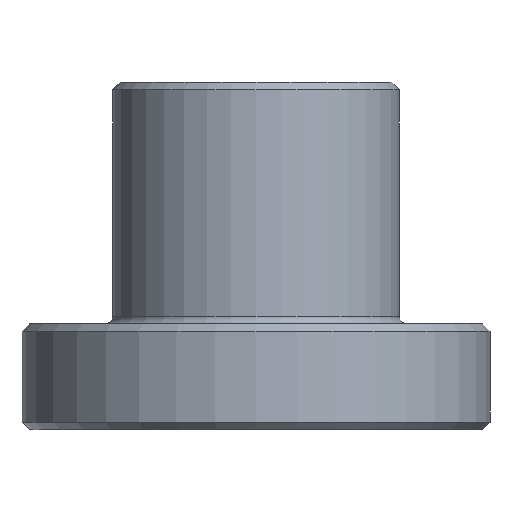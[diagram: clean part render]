
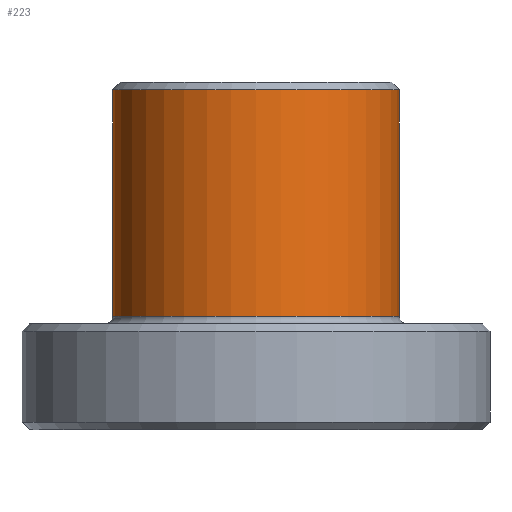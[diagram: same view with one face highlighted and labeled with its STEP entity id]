
A CAD part, front view. The second image highlights one B-rep face of the part: STEP entity #223.
In plain terms, the highlighted cylindrical face has radius 19 mm (diameter 38 mm), a partial arc.
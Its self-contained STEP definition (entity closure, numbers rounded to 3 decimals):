
#34 = EDGE_LOOP ( 'NONE', ( #190, #769, #320, #806 ) ) ;
#39 = CARTESIAN_POINT ( 'NONE',  ( 19., 0., 45. ) ) ;
#52 = DIRECTION ( 'NONE',  ( 0., 0., 1. ) ) ;
#53 = CIRCLE ( 'NONE', #619, 19. ) ;
#61 = CARTESIAN_POINT ( 'NONE',  ( 0., 0., 45. ) ) ;
#63 = DIRECTION ( 'NONE',  ( 0., 0., -1. ) ) ;
#67 = VECTOR ( 'NONE', #77, 1000. ) ;
#77 = DIRECTION ( 'NONE',  ( 0., 0., -1. ) ) ;
#92 = VERTEX_POINT ( 'NONE', #317 ) ;
#107 = DIRECTION ( 'NONE',  ( -1., 0., 0. ) ) ;
#131 = EDGE_CURVE ( 'NONE', #734, #92, #395, .T. ) ;
#190 = ORIENTED_EDGE ( 'NONE', *, *, #371, .F. ) ;
#205 = VERTEX_POINT ( 'NONE', #39 ) ;
#210 = LINE ( 'NONE', #296, #630 ) ;
#223 = ADVANCED_FACE ( 'NONE', ( #427 ), #744, .T. ) ;
#283 = CARTESIAN_POINT ( 'NONE',  ( 0., 0., 15. ) ) ;
#296 = CARTESIAN_POINT ( 'NONE',  ( 19., 0., -45.177 ) ) ;
#317 = CARTESIAN_POINT ( 'NONE',  ( -19., 0., 15. ) ) ;
#320 = ORIENTED_EDGE ( 'NONE', *, *, #131, .T. ) ;
#371 = EDGE_CURVE ( 'NONE', #205, #554, #210, .T. ) ;
#395 = LINE ( 'NONE', #881, #67 ) ;
#427 = FACE_OUTER_BOUND ( 'NONE', #34, .T. ) ;
#431 = DIRECTION ( 'NONE',  ( 1., 0., 0. ) ) ;
#493 = DIRECTION ( 'NONE',  ( 0., 0., -1. ) ) ;
#554 = VERTEX_POINT ( 'NONE', #722 ) ;
#591 = DIRECTION ( 'NONE',  ( 1., 0., 0. ) ) ;
#619 = AXIS2_PLACEMENT_3D ( 'NONE', #283, #52, #591 ) ;
#630 = VECTOR ( 'NONE', #63, 1000. ) ;
#679 = DIRECTION ( 'NONE',  ( 0., 0., -1. ) ) ;
#722 = CARTESIAN_POINT ( 'NONE',  ( 19., 0., 15. ) ) ;
#734 = VERTEX_POINT ( 'NONE', #763 ) ;
#744 = CYLINDRICAL_SURFACE ( 'NONE', #755, 19. ) ;
#755 = AXIS2_PLACEMENT_3D ( 'NONE', #969, #493, #107 ) ;
#763 = CARTESIAN_POINT ( 'NONE',  ( -19., 0., 45. ) ) ;
#769 = ORIENTED_EDGE ( 'NONE', *, *, #770, .T. ) ;
#770 = EDGE_CURVE ( 'NONE', #205, #734, #772, .T. ) ;
#772 = CIRCLE ( 'NONE', #859, 19. ) ;
#806 = ORIENTED_EDGE ( 'NONE', *, *, #815, .T. ) ;
#815 = EDGE_CURVE ( 'NONE', #92, #554, #53, .T. ) ;
#859 = AXIS2_PLACEMENT_3D ( 'NONE', #61, #679, #431 ) ;
#881 = CARTESIAN_POINT ( 'NONE',  ( -19., 0., -45.177 ) ) ;
#969 = CARTESIAN_POINT ( 'NONE',  ( 0., 0., -45.177 ) ) ;
